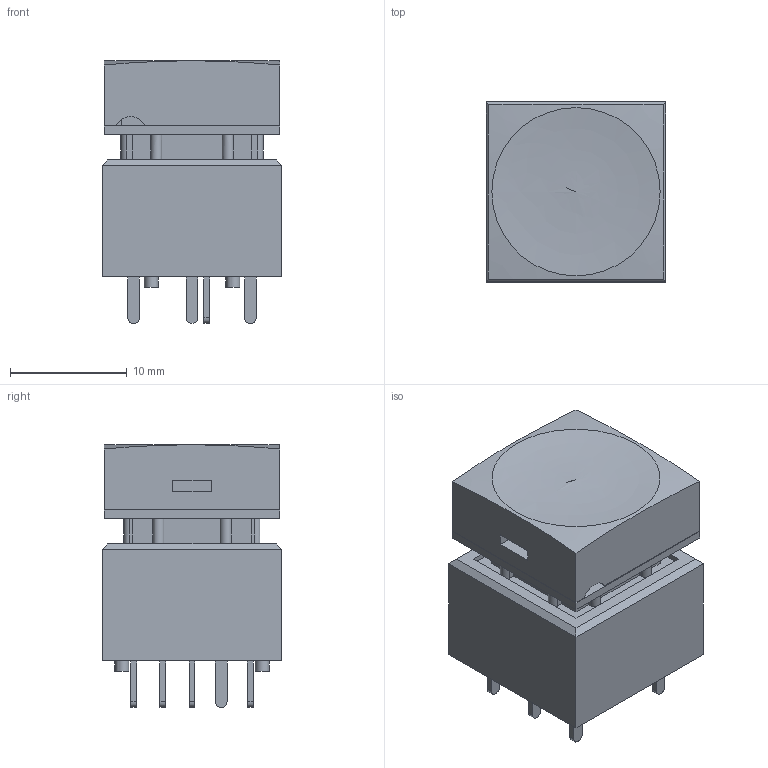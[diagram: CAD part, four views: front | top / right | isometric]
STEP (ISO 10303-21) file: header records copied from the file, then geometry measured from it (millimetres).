
FILE_DESCRIPTION(/* description */ (''),/* implementation_level */ '2;1');
FILE_NAME(/* name */ 'ULP22xxP1xSSCL1xxxNIL.stp',/* time_stamp */ '2025-06-04T14:12:13-05:00',/* author */ ('mroman'),/* organization */ (''),/* preprocessor_version */ 'ST-DEVELOPER v18.1',/* originating_system */ 'Autodesk Inventor 2022',/* authorisation */ '');
FILE_SCHEMA (('AUTOMOTIVE_DESIGN { 1 0 10303 214 3 1 1 }'));
Length unit declared in the file: centimetre
Products named in the file (1): ULP22xxP1xSSCL1xxxNIL
Bounding box: 15.4 x 15.4 x 22.5 mm (x, y, z)
Volume: 3197.3 mm3; surface area: 3331.7 mm2
Topology: 2 solids, 2 shells, 233 faces, 653 edges, 427 vertices
Faces by surface type: plane 206, cylinder 25, bspline 2
Full cylindrical faces by diameter (mm): 1.2 x4
Entity records: 7502 total; most frequent: CARTESIAN_POINT 1391, ORIENTED_EDGE 1304, DIRECTION 1175, EDGE_CURVE 652, LINE 581, VECTOR 581, VERTEX_POINT 427, AXIS2_PLACEMENT_3D 297
